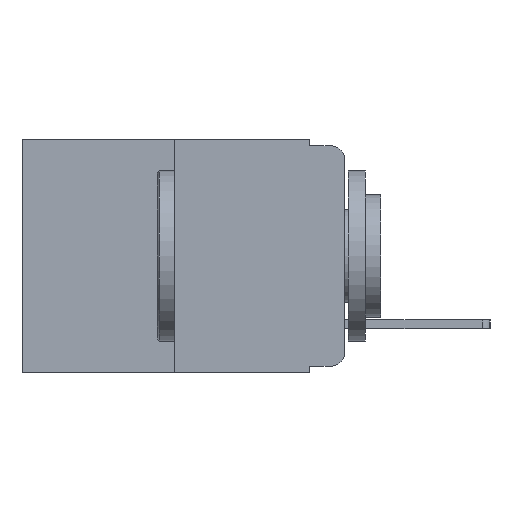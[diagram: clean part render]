
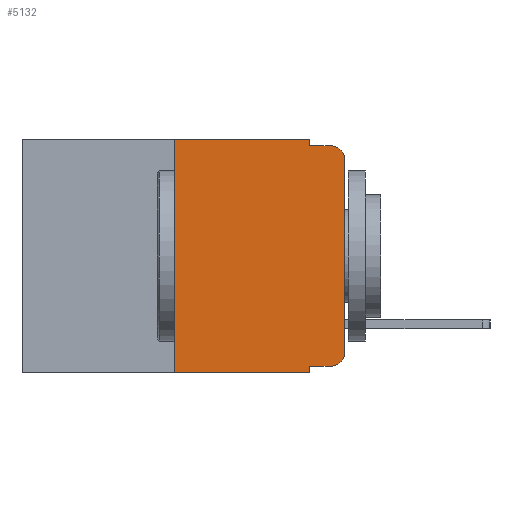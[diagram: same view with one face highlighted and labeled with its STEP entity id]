
A CAD part, left-side view. The second image highlights one B-rep face of the part: STEP entity #5132.
In plain terms, the highlighted planar face has unit normal (-1, 0, 0).
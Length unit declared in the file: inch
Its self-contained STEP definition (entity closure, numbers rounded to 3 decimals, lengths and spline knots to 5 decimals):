
#73 = CARTESIAN_POINT ( 'NONE',  ( 0., 0.051, 0. ) ) ;
#143 = AXIS2_PLACEMENT_3D ( 'NONE', #12236, #6682, #797 ) ;
#377 = EDGE_CURVE ( 'NONE', #1624, #6175, #4084, .T. ) ;
#700 = CARTESIAN_POINT ( 'NONE',  ( 0., 0.02, -0.03 ) ) ;
#797 = DIRECTION ( 'NONE',  ( 0., 0., -1. ) ) ;
#837 = ORIENTED_EDGE ( 'NONE', *, *, #10577, .F. ) ;
#936 = PLANE ( 'NONE',  #3309 ) ;
#980 = ORIENTED_EDGE ( 'NONE', *, *, #11779, .T. ) ;
#1345 = VECTOR ( 'NONE', #11078, 39.37008 ) ;
#1566 = EDGE_CURVE ( 'NONE', #1624, #4571, #5921, .T. ) ;
#1624 = VERTEX_POINT ( 'NONE', #5819 ) ;
#1756 = DIRECTION ( 'NONE',  ( 0., 0., -1. ) ) ;
#1900 = CARTESIAN_POINT ( 'NONE',  ( 0., 0.051, -0.01 ) ) ;
#1930 = VECTOR ( 'NONE', #10950, 39.37008 ) ;
#1975 = ORIENTED_EDGE ( 'NONE', *, *, #11694, .F. ) ;
#1981 = DIRECTION ( 'NONE',  ( 1., 0., 0. ) ) ;
#2022 = CARTESIAN_POINT ( 'NONE',  ( 0., 0.02, -0.01 ) ) ;
#2361 = EDGE_CURVE ( 'NONE', #11020, #9813, #10701, .T. ) ;
#2845 = FACE_OUTER_BOUND ( 'NONE', #10693, .T. ) ;
#2997 = CARTESIAN_POINT ( 'NONE',  ( 0., 0.25, -0.343 ) ) ;
#3017 = VECTOR ( 'NONE', #11018, 39.37008 ) ;
#3048 = LINE ( 'NONE', #8287, #5576 ) ;
#3233 = VECTOR ( 'NONE', #9936, 39.37008 ) ;
#3309 = AXIS2_PLACEMENT_3D ( 'NONE', #7779, #1981, #8726 ) ;
#3423 = VECTOR ( 'NONE', #9294, 39.37008 ) ;
#3605 = CARTESIAN_POINT ( 'NONE',  ( 0., 0.051, 0. ) ) ;
#3625 = VERTEX_POINT ( 'NONE', #73 ) ;
#3687 = CIRCLE ( 'NONE', #143, 0.02 ) ;
#3864 = EDGE_CURVE ( 'NONE', #6784, #5252, #3048, .T. ) ;
#4084 = LINE ( 'NONE', #3605, #1345 ) ;
#4571 = VERTEX_POINT ( 'NONE', #11110 ) ;
#4574 = ORIENTED_EDGE ( 'NONE', *, *, #9973, .T. ) ;
#4729 = EDGE_CURVE ( 'NONE', #11433, #5169, #11084, .T. ) ;
#4748 = ORIENTED_EDGE ( 'NONE', *, *, #3864, .T. ) ;
#4986 = CARTESIAN_POINT ( 'NONE',  ( 0., 0.25, 0. ) ) ;
#5088 = ORIENTED_EDGE ( 'NONE', *, *, #2361, .F. ) ;
#5132 = ADVANCED_FACE ( 'NONE', ( #2845 ), #936, .F. ) ;
#5169 = VERTEX_POINT ( 'NONE', #2022 ) ;
#5252 = VERTEX_POINT ( 'NONE', #7884 ) ;
#5576 = VECTOR ( 'NONE', #7373, 39.37008 ) ;
#5650 = CARTESIAN_POINT ( 'NONE',  ( 0., 0.051, -0.01 ) ) ;
#5819 = CARTESIAN_POINT ( 'NONE',  ( 0., 0.051, -0.333 ) ) ;
#5921 = LINE ( 'NONE', #7951, #3423 ) ;
#6175 = VERTEX_POINT ( 'NONE', #8039 ) ;
#6521 = ORIENTED_EDGE ( 'NONE', *, *, #4729, .F. ) ;
#6682 = DIRECTION ( 'NONE',  ( -1., 0., 0. ) ) ;
#6784 = VERTEX_POINT ( 'NONE', #10399 ) ;
#6872 = CIRCLE ( 'NONE', #9528, 0.02 ) ;
#7229 = LINE ( 'NONE', #12412, #9123 ) ;
#7347 = CARTESIAN_POINT ( 'NONE',  ( 0., 0.051, 0. ) ) ;
#7373 = DIRECTION ( 'NONE',  ( 0., 0., 1. ) ) ;
#7548 = DIRECTION ( 'NONE',  ( -1., 0., 0. ) ) ;
#7779 = CARTESIAN_POINT ( 'NONE',  ( 0., 0.473, 0. ) ) ;
#7884 = CARTESIAN_POINT ( 'NONE',  ( 0., 0., -0.03 ) ) ;
#7951 = CARTESIAN_POINT ( 'NONE',  ( 0., 0.051, -0.333 ) ) ;
#8039 = CARTESIAN_POINT ( 'NONE',  ( 0., 0.051, -0.343 ) ) ;
#8066 = LINE ( 'NONE', #7347, #3017 ) ;
#8104 = CARTESIAN_POINT ( 'NONE',  ( 0., 0.25, 0. ) ) ;
#8287 = CARTESIAN_POINT ( 'NONE',  ( 0., 0., 0. ) ) ;
#8672 = VECTOR ( 'NONE', #9411, 39.37008 ) ;
#8726 = DIRECTION ( 'NONE',  ( 0., 0., -1. ) ) ;
#9123 = VECTOR ( 'NONE', #11534, 39.37008 ) ;
#9294 = DIRECTION ( 'NONE',  ( 0., -1., 0. ) ) ;
#9411 = DIRECTION ( 'NONE',  ( 0., -1., 0. ) ) ;
#9527 = LINE ( 'NONE', #10009, #1930 ) ;
#9528 = AXIS2_PLACEMENT_3D ( 'NONE', #700, #7548, #1756 ) ;
#9813 = VERTEX_POINT ( 'NONE', #4986 ) ;
#9936 = DIRECTION ( 'NONE',  ( 0., 0., 1. ) ) ;
#9973 = EDGE_CURVE ( 'NONE', #11020, #6175, #9527, .T. ) ;
#10009 = CARTESIAN_POINT ( 'NONE',  ( 0., 0.473, -0.343 ) ) ;
#10052 = ORIENTED_EDGE ( 'NONE', *, *, #377, .F. ) ;
#10214 = ORIENTED_EDGE ( 'NONE', *, *, #11409, .T. ) ;
#10399 = CARTESIAN_POINT ( 'NONE',  ( 0., 0., -0.313 ) ) ;
#10577 = EDGE_CURVE ( 'NONE', #9813, #3625, #7229, .T. ) ;
#10693 = EDGE_LOOP ( 'NONE', ( #4748, #980, #6521, #1975, #837, #5088, #4574, #10052, #11811, #10214 ) ) ;
#10701 = LINE ( 'NONE', #8104, #3233 ) ;
#10950 = DIRECTION ( 'NONE',  ( 0., -1., 0. ) ) ;
#11018 = DIRECTION ( 'NONE',  ( 0., 0., -1. ) ) ;
#11020 = VERTEX_POINT ( 'NONE', #2997 ) ;
#11078 = DIRECTION ( 'NONE',  ( 0., 0., -1. ) ) ;
#11084 = LINE ( 'NONE', #5650, #8672 ) ;
#11110 = CARTESIAN_POINT ( 'NONE',  ( 0., 0.02, -0.333 ) ) ;
#11409 = EDGE_CURVE ( 'NONE', #4571, #6784, #3687, .T. ) ;
#11433 = VERTEX_POINT ( 'NONE', #1900 ) ;
#11534 = DIRECTION ( 'NONE',  ( 0., -1., 0. ) ) ;
#11694 = EDGE_CURVE ( 'NONE', #3625, #11433, #8066, .T. ) ;
#11779 = EDGE_CURVE ( 'NONE', #5252, #5169, #6872, .T. ) ;
#11811 = ORIENTED_EDGE ( 'NONE', *, *, #1566, .T. ) ;
#12236 = CARTESIAN_POINT ( 'NONE',  ( 0., 0.02, -0.313 ) ) ;
#12412 = CARTESIAN_POINT ( 'NONE',  ( 0., 0.473, 0. ) ) ;
